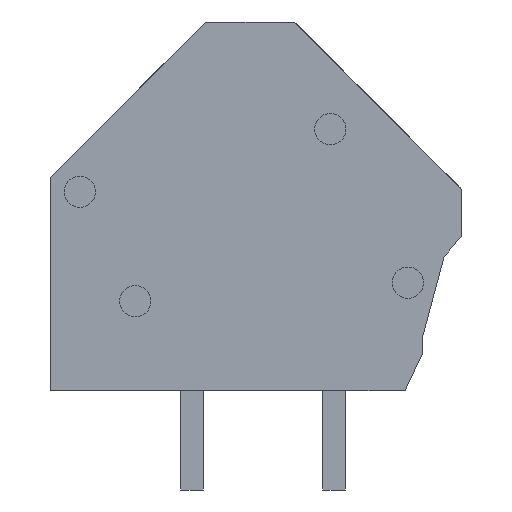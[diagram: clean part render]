
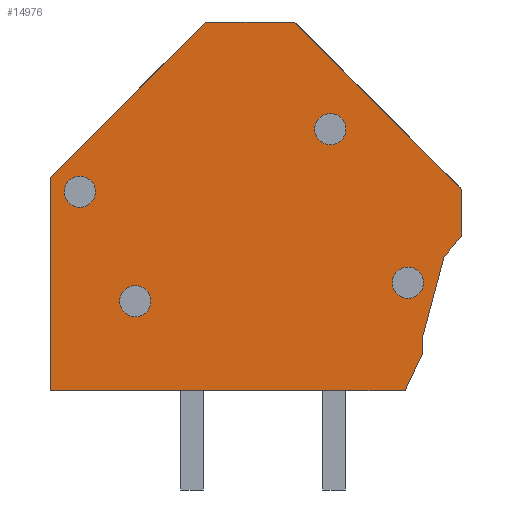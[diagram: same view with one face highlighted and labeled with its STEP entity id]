
A CAD part, left-side view. The second image highlights one B-rep face of the part: STEP entity #14976.
In plain terms, the highlighted planar face has unit normal (-1, 0, 0).
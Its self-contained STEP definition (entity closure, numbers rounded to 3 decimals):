
#14889=AXIS2_PLACEMENT_3D('Plane Axis2P3D',#14886,#14887,#14888) ;
#14906=AXIS2_PLACEMENT_3D('Circle Axis2P3D',#14904,#14905,$) ;
#14915=AXIS2_PLACEMENT_3D('Circle Axis2P3D',#14913,#14914,$) ;
#14924=AXIS2_PLACEMENT_3D('Circle Axis2P3D',#14922,#14923,$) ;
#14933=AXIS2_PLACEMENT_3D('Circle Axis2P3D',#14931,#14932,$) ;
#14942=AXIS2_PLACEMENT_3D('Circle Axis2P3D',#14940,#14941,$) ;
#14951=AXIS2_PLACEMENT_3D('Circle Axis2P3D',#14949,#14950,$) ;
#14960=AXIS2_PLACEMENT_3D('Circle Axis2P3D',#14958,#14959,$) ;
#14969=AXIS2_PLACEMENT_3D('Circle Axis2P3D',#14967,#14968,$) ;
#14561=CARTESIAN_POINT('Vertex',(0.7,2.,3.5)) ;
#14575=CARTESIAN_POINT('Vertex',(0.7,1.37,4.85)) ;
#14578=CARTESIAN_POINT('Line Origine',(0.7,1.685,4.175)) ;
#14606=CARTESIAN_POINT('Vertex',(0.7,1.37,5.45)) ;
#14609=CARTESIAN_POINT('Line Origine',(0.7,1.37,5.15)) ;
#14637=CARTESIAN_POINT('Vertex',(0.7,0.634,8.2)) ;
#14640=CARTESIAN_POINT('Line Origine',(0.7,1.002,6.825)) ;
#14668=CARTESIAN_POINT('Vertex',(0.7,0.,8.953)) ;
#14671=CARTESIAN_POINT('Line Origine',(0.7,0.317,8.577)) ;
#14699=CARTESIAN_POINT('Vertex',(0.7,0.,10.58)) ;
#14702=CARTESIAN_POINT('Line Origine',(0.7,0.,9.766)) ;
#14730=CARTESIAN_POINT('Vertex',(0.7,5.898,16.478)) ;
#14733=CARTESIAN_POINT('Line Origine',(0.7,2.949,13.529)) ;
#14761=CARTESIAN_POINT('Vertex',(0.7,9.022,16.478)) ;
#14764=CARTESIAN_POINT('Line Origine',(0.7,7.46,16.478)) ;
#14792=CARTESIAN_POINT('Vertex',(0.7,14.5,11.)) ;
#14795=CARTESIAN_POINT('Line Origine',(0.7,11.761,13.739)) ;
#14823=CARTESIAN_POINT('Vertex',(0.7,14.5,3.5)) ;
#14826=CARTESIAN_POINT('Line Origine',(0.7,14.5,7.25)) ;
#14854=CARTESIAN_POINT('Vertex',(0.7,12.7,3.5)) ;
#14857=CARTESIAN_POINT('Line Origine',(0.7,13.6,3.5)) ;
#14874=CARTESIAN_POINT('Line Origine',(0.7,7.35,3.5)) ;
#14886=CARTESIAN_POINT('Axis2P3D Location',(0.7,0.,0.)) ;
#14904=CARTESIAN_POINT('Axis2P3D Location',(0.7,13.45,10.5)) ;
#14908=CARTESIAN_POINT('Vertex',(0.7,12.9,10.5)) ;
#14910=CARTESIAN_POINT('Vertex',(0.7,14.,10.5)) ;
#14913=CARTESIAN_POINT('Axis2P3D Location',(0.7,13.45,10.5)) ;
#14922=CARTESIAN_POINT('Axis2P3D Location',(0.7,4.632,12.707)) ;
#14926=CARTESIAN_POINT('Vertex',(0.7,4.082,12.707)) ;
#14928=CARTESIAN_POINT('Vertex',(0.7,5.182,12.707)) ;
#14931=CARTESIAN_POINT('Axis2P3D Location',(0.7,4.632,12.707)) ;
#14940=CARTESIAN_POINT('Axis2P3D Location',(0.7,11.5,6.65)) ;
#14944=CARTESIAN_POINT('Vertex',(0.7,10.95,6.65)) ;
#14946=CARTESIAN_POINT('Vertex',(0.7,12.05,6.65)) ;
#14949=CARTESIAN_POINT('Axis2P3D Location',(0.7,11.5,6.65)) ;
#14958=CARTESIAN_POINT('Axis2P3D Location',(0.7,1.9,7.3)) ;
#14962=CARTESIAN_POINT('Vertex',(0.7,1.35,7.3)) ;
#14964=CARTESIAN_POINT('Vertex',(0.7,2.45,7.3)) ;
#14967=CARTESIAN_POINT('Axis2P3D Location',(0.7,1.9,7.3)) ;
#14579=DIRECTION('Vector Direction',(0.,-0.423,0.906)) ;
#14610=DIRECTION('Vector Direction',(0.,0.,1.)) ;
#14641=DIRECTION('Vector Direction',(0.,-0.259,0.966)) ;
#14672=DIRECTION('Vector Direction',(0.,-0.644,0.765)) ;
#14703=DIRECTION('Vector Direction',(0.,0.,-1.)) ;
#14734=DIRECTION('Vector Direction',(0.,0.707,0.707)) ;
#14765=DIRECTION('Vector Direction',(0.,-1.,0.)) ;
#14796=DIRECTION('Vector Direction',(0.,-0.707,0.707)) ;
#14827=DIRECTION('Vector Direction',(0.,0.,-1.)) ;
#14858=DIRECTION('Vector Direction',(0.,-1.,0.)) ;
#14875=DIRECTION('Vector Direction',(0.,-1.,0.)) ;
#14887=DIRECTION('Axis2P3D Direction',(-1.,0.,0.)) ;
#14888=DIRECTION('Axis2P3D XDirection',(0.,-1.,0.)) ;
#14905=DIRECTION('Axis2P3D Direction',(-1.,0.,0.)) ;
#14914=DIRECTION('Axis2P3D Direction',(-1.,0.,0.)) ;
#14923=DIRECTION('Axis2P3D Direction',(-1.,0.,0.)) ;
#14932=DIRECTION('Axis2P3D Direction',(-1.,0.,0.)) ;
#14941=DIRECTION('Axis2P3D Direction',(-1.,0.,0.)) ;
#14950=DIRECTION('Axis2P3D Direction',(-1.,0.,0.)) ;
#14959=DIRECTION('Axis2P3D Direction',(-1.,0.,0.)) ;
#14968=DIRECTION('Axis2P3D Direction',(-1.,0.,0.)) ;
#14580=VECTOR('Line Direction',#14579,1.) ;
#14611=VECTOR('Line Direction',#14610,1.) ;
#14642=VECTOR('Line Direction',#14641,1.) ;
#14673=VECTOR('Line Direction',#14672,1.) ;
#14704=VECTOR('Line Direction',#14703,1.) ;
#14735=VECTOR('Line Direction',#14734,1.) ;
#14766=VECTOR('Line Direction',#14765,1.) ;
#14797=VECTOR('Line Direction',#14796,1.) ;
#14828=VECTOR('Line Direction',#14827,1.) ;
#14859=VECTOR('Line Direction',#14858,1.) ;
#14876=VECTOR('Line Direction',#14875,1.) ;
#14892=ORIENTED_EDGE('',*,*,#14582,.T.) ;
#14893=ORIENTED_EDGE('',*,*,#14613,.T.) ;
#14894=ORIENTED_EDGE('',*,*,#14644,.T.) ;
#14895=ORIENTED_EDGE('',*,*,#14675,.T.) ;
#14896=ORIENTED_EDGE('',*,*,#14706,.T.) ;
#14897=ORIENTED_EDGE('',*,*,#14737,.T.) ;
#14898=ORIENTED_EDGE('',*,*,#14768,.T.) ;
#14899=ORIENTED_EDGE('',*,*,#14799,.T.) ;
#14900=ORIENTED_EDGE('',*,*,#14830,.T.) ;
#14901=ORIENTED_EDGE('',*,*,#14861,.T.) ;
#14902=ORIENTED_EDGE('',*,*,#14878,.T.) ;
#14919=ORIENTED_EDGE('',*,*,#14912,.F.) ;
#14920=ORIENTED_EDGE('',*,*,#14917,.F.) ;
#14937=ORIENTED_EDGE('',*,*,#14930,.F.) ;
#14938=ORIENTED_EDGE('',*,*,#14935,.F.) ;
#14955=ORIENTED_EDGE('',*,*,#14948,.F.) ;
#14956=ORIENTED_EDGE('',*,*,#14953,.F.) ;
#14973=ORIENTED_EDGE('',*,*,#14966,.F.) ;
#14974=ORIENTED_EDGE('',*,*,#14971,.F.) ;
#14921=FACE_BOUND('',#14918,.T.) ;
#14939=FACE_BOUND('',#14936,.T.) ;
#14957=FACE_BOUND('',#14954,.T.) ;
#14975=FACE_BOUND('',#14972,.T.) ;
#14976=ADVANCED_FACE('End plate_LMZF.1\\Hauptkoerper',(#14903,#14921,#14939,#14957,#14975),#14890,.T.) ;
#14907=CIRCLE('generated circle',#14906,0.55) ;
#14916=CIRCLE('generated circle',#14915,0.55) ;
#14925=CIRCLE('generated circle',#14924,0.55) ;
#14934=CIRCLE('generated circle',#14933,0.55) ;
#14943=CIRCLE('generated circle',#14942,0.55) ;
#14952=CIRCLE('generated circle',#14951,0.55) ;
#14961=CIRCLE('generated circle',#14960,0.55) ;
#14970=CIRCLE('generated circle',#14969,0.55) ;
#14582=EDGE_CURVE('',#14562,#14576,#14581,.T.) ;
#14613=EDGE_CURVE('',#14576,#14607,#14612,.T.) ;
#14644=EDGE_CURVE('',#14607,#14638,#14643,.T.) ;
#14675=EDGE_CURVE('',#14638,#14669,#14674,.T.) ;
#14706=EDGE_CURVE('',#14669,#14700,#14705,.F.) ;
#14737=EDGE_CURVE('',#14700,#14731,#14736,.T.) ;
#14768=EDGE_CURVE('',#14731,#14762,#14767,.F.) ;
#14799=EDGE_CURVE('',#14762,#14793,#14798,.F.) ;
#14830=EDGE_CURVE('',#14793,#14824,#14829,.T.) ;
#14861=EDGE_CURVE('',#14824,#14855,#14860,.T.) ;
#14878=EDGE_CURVE('',#14855,#14562,#14877,.T.) ;
#14912=EDGE_CURVE('',#14909,#14911,#14907,.T.) ;
#14917=EDGE_CURVE('',#14911,#14909,#14916,.T.) ;
#14930=EDGE_CURVE('',#14927,#14929,#14925,.T.) ;
#14935=EDGE_CURVE('',#14929,#14927,#14934,.T.) ;
#14948=EDGE_CURVE('',#14945,#14947,#14943,.T.) ;
#14953=EDGE_CURVE('',#14947,#14945,#14952,.T.) ;
#14966=EDGE_CURVE('',#14963,#14965,#14961,.T.) ;
#14971=EDGE_CURVE('',#14965,#14963,#14970,.T.) ;
#14891=EDGE_LOOP('',(#14892,#14893,#14894,#14895,#14896,#14897,#14898,#14899,#14900,#14901,#14902)) ;
#14918=EDGE_LOOP('',(#14919,#14920)) ;
#14936=EDGE_LOOP('',(#14937,#14938)) ;
#14954=EDGE_LOOP('',(#14955,#14956)) ;
#14972=EDGE_LOOP('',(#14973,#14974)) ;
#14903=FACE_OUTER_BOUND('',#14891,.T.) ;
#14581=LINE('Line',#14578,#14580) ;
#14612=LINE('Line',#14609,#14611) ;
#14643=LINE('Line',#14640,#14642) ;
#14674=LINE('Line',#14671,#14673) ;
#14705=LINE('Line',#14702,#14704) ;
#14736=LINE('Line',#14733,#14735) ;
#14767=LINE('Line',#14764,#14766) ;
#14798=LINE('Line',#14795,#14797) ;
#14829=LINE('Line',#14826,#14828) ;
#14860=LINE('Line',#14857,#14859) ;
#14877=LINE('Line',#14874,#14876) ;
#14890=PLANE('',#14889) ;
#14562=VERTEX_POINT('',#14561) ;
#14576=VERTEX_POINT('',#14575) ;
#14607=VERTEX_POINT('',#14606) ;
#14638=VERTEX_POINT('',#14637) ;
#14669=VERTEX_POINT('',#14668) ;
#14700=VERTEX_POINT('',#14699) ;
#14731=VERTEX_POINT('',#14730) ;
#14762=VERTEX_POINT('',#14761) ;
#14793=VERTEX_POINT('',#14792) ;
#14824=VERTEX_POINT('',#14823) ;
#14855=VERTEX_POINT('',#14854) ;
#14909=VERTEX_POINT('',#14908) ;
#14911=VERTEX_POINT('',#14910) ;
#14927=VERTEX_POINT('',#14926) ;
#14929=VERTEX_POINT('',#14928) ;
#14945=VERTEX_POINT('',#14944) ;
#14947=VERTEX_POINT('',#14946) ;
#14963=VERTEX_POINT('',#14962) ;
#14965=VERTEX_POINT('',#14964) ;
